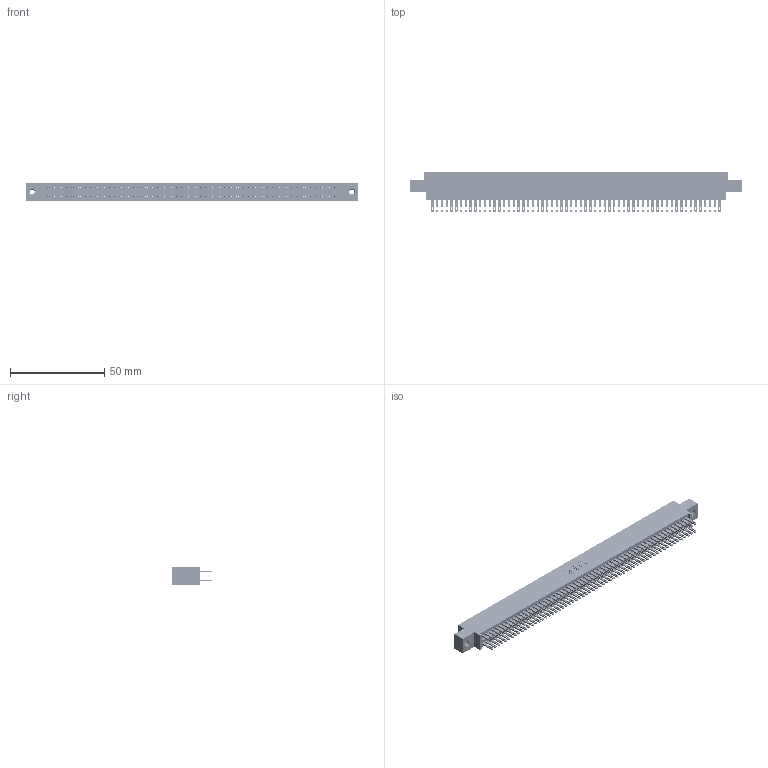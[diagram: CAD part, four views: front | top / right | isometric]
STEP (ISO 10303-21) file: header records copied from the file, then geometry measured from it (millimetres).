
FILE_DESCRIPTION (( 'STEP AP203' ), '1' );
FILE_NAME ('845-122-500-807.STEP', '2018-11-21T08:12:15', ( '' ), ( '' ), 'SwSTEP 2.0', 'SolidWorks 2016', '' );
FILE_SCHEMA (( 'CONFIG_CONTROL_DESIGN' ));
Length unit declared in the file: inch
Products named in the file (4): 845 Part_0.170 Offset - 0.156 Dia-TI; 345-292-001_345-293-100; 345-250-001_345-250-005-103; 845-122-500-807
Assembly tree (125 placements, depth 2):
  845-122-500-807
    845 Part_0.170 Offset - 0.156 Dia-TI
    345-292-001_345-293-100  x122
    345-250-001_345-250-005-103  x2
Bounding box: 176.15 x 21.51 x 9.4 mm (x, y, z)
Volume: 17533.6 mm3; surface area: 27701.2 mm2
Topology: 125 solids, 125 shells, 5802 faces, 17691 edges, 11786 vertices
Faces by surface type: plane 3410, cylinder 2376, cone 12, torus 4
Entity records: 46552 total; most frequent: CARTESIAN_POINT 7767, ORIENTED_EDGE 7694, DIRECTION 6853, EDGE_CURVE 3847, VECTOR 3447, LINE 3447, VERTEX_POINT 2560, AXIS2_PLACEMENT_3D 1703
